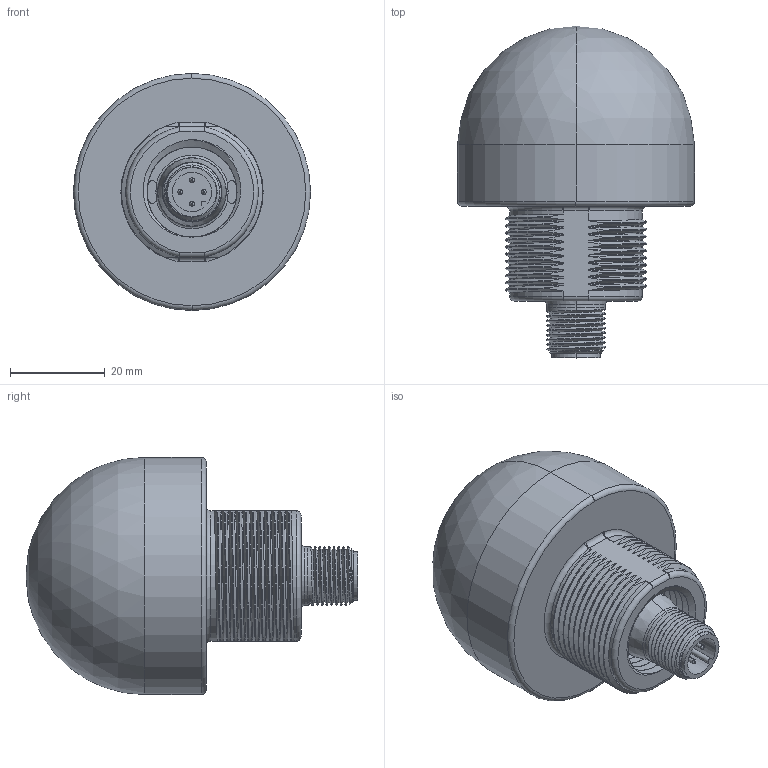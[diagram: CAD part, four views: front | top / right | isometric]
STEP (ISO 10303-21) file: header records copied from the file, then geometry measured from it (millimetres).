
FILE_DESCRIPTION((''),'2;1');
FILE_NAME('144870_SM01_ASM','2025-06-27T11:55:59',('banengservice'),('BANNER ENGINEERING'),'CREO PARAMETRIC BY PTC INC, 2022414','CREO PARAMETRIC BY PTC INC, 2022414','');
FILE_SCHEMA(('CONFIG_CONTROL_DESIGN'));
Length unit declared in the file: millimetre
Products named in the file (2): 144870_EP01; 144870_SM01_ASM
Assembly tree (1 placements, depth 2):
  144870_SM01_ASM
    144870_EP01
Bounding box: 50 x 70 x 50 mm (x, y, z)
Volume: 70255.6 mm3; surface area: 13442.5 mm2
Topology: 1 solids, 1 shells, 227 faces, 593 edges, 377 vertices
Faces by surface type: cylinder 93, bspline 85, plane 19, torus 18, sphere 6, cone 6
Entity records: 17419 total; most frequent: CARTESIAN_POINT 12420, ORIENTED_EDGE 1182, DIRECTION 788, EDGE_CURVE 591, VERTEX_POINT 377, AXIS2_PLACEMENT_3D 301, B_SPLINE_CURVE_WITH_KNOTS 249, EDGE_LOOP 238
